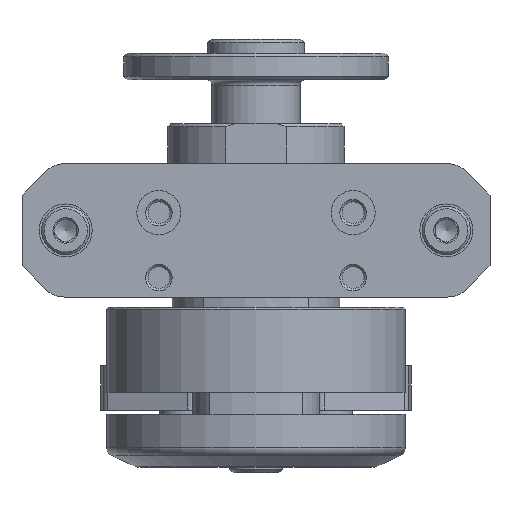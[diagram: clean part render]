
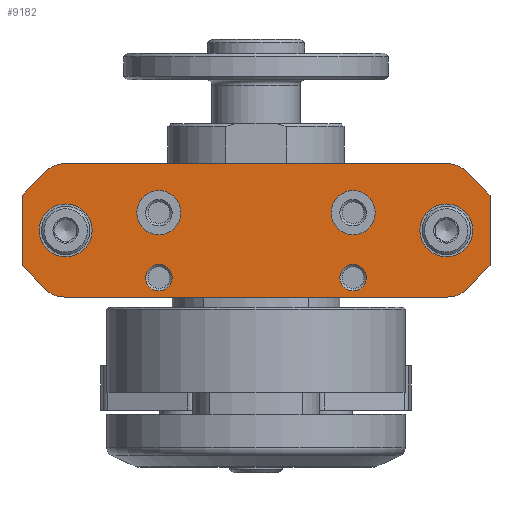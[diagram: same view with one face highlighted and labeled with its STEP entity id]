
A CAD part, front view. The second image highlights one B-rep face of the part: STEP entity #9182.
In plain terms, the highlighted planar face has unit normal (0, -1, 0).
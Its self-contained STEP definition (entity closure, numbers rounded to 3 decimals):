
#255=PLANE('',#9784);
#607=LINE('',#13769,#1186);
#609=LINE('',#13773,#1188);
#613=LINE('',#13784,#1192);
#616=LINE('',#13796,#1195);
#618=LINE('',#13800,#1197);
#620=LINE('',#13804,#1199);
#625=LINE('',#13814,#1204);
#628=LINE('',#13826,#1207);
#1186=VECTOR('',#11077,1000.);
#1188=VECTOR('',#11081,1000.);
#1192=VECTOR('',#11093,1000.);
#1195=VECTOR('',#11106,1000.);
#1197=VECTOR('',#11110,1000.);
#1199=VECTOR('',#11114,1000.);
#1204=VECTOR('',#11125,1000.);
#1207=VECTOR('',#11138,1000.);
#2115=ORIENTED_EDGE('',*,*,#4137,.F.);
#2116=ORIENTED_EDGE('',*,*,#4138,.F.);
#2117=ORIENTED_EDGE('',*,*,#4139,.F.);
#2118=ORIENTED_EDGE('',*,*,#4140,.F.);
#2119=ORIENTED_EDGE('',*,*,#4141,.F.);
#2120=ORIENTED_EDGE('',*,*,#4142,.F.);
#2121=ORIENTED_EDGE('',*,*,#4106,.F.);
#2122=ORIENTED_EDGE('',*,*,#4136,.F.);
#2123=ORIENTED_EDGE('',*,*,#4134,.F.);
#2124=ORIENTED_EDGE('',*,*,#4130,.F.);
#2125=ORIENTED_EDGE('',*,*,#4126,.F.);
#2126=ORIENTED_EDGE('',*,*,#4124,.F.);
#2127=ORIENTED_EDGE('',*,*,#4122,.F.);
#2128=ORIENTED_EDGE('',*,*,#4120,.F.);
#2129=ORIENTED_EDGE('',*,*,#4118,.F.);
#2130=ORIENTED_EDGE('',*,*,#4114,.F.);
#2131=ORIENTED_EDGE('',*,*,#4110,.F.);
#2132=ORIENTED_EDGE('',*,*,#4108,.F.);
#4106=EDGE_CURVE('',#5138,#5139,#607,.T.);
#4108=EDGE_CURVE('',#5139,#5140,#609,.T.);
#4110=EDGE_CURVE('',#5140,#5141,#5790,.T.);
#4114=EDGE_CURVE('',#5141,#5143,#613,.T.);
#4118=EDGE_CURVE('',#5143,#5146,#5794,.T.);
#4120=EDGE_CURVE('',#5146,#5147,#616,.T.);
#4122=EDGE_CURVE('',#5147,#5148,#618,.T.);
#4124=EDGE_CURVE('',#5148,#5149,#620,.T.);
#4126=EDGE_CURVE('',#5149,#5150,#5795,.T.);
#4130=EDGE_CURVE('',#5150,#5151,#625,.T.);
#4134=EDGE_CURVE('',#5151,#5154,#5798,.T.);
#4136=EDGE_CURVE('',#5154,#5138,#628,.T.);
#4137=EDGE_CURVE('',#5155,#5155,#5799,.T.);
#4138=EDGE_CURVE('',#5156,#5156,#5800,.T.);
#4139=EDGE_CURVE('',#5157,#5157,#5801,.T.);
#4140=EDGE_CURVE('',#5158,#5158,#5802,.T.);
#4141=EDGE_CURVE('',#5159,#5159,#5803,.T.);
#4142=EDGE_CURVE('',#5160,#5160,#5804,.T.);
#5138=VERTEX_POINT('',#13768);
#5139=VERTEX_POINT('',#13770);
#5140=VERTEX_POINT('',#13774);
#5141=VERTEX_POINT('',#13778);
#5143=VERTEX_POINT('',#13785);
#5146=VERTEX_POINT('',#13793);
#5147=VERTEX_POINT('',#13797);
#5148=VERTEX_POINT('',#13801);
#5149=VERTEX_POINT('',#13805);
#5150=VERTEX_POINT('',#13809);
#5151=VERTEX_POINT('',#13815);
#5154=VERTEX_POINT('',#13823);
#5155=VERTEX_POINT('',#13829);
#5156=VERTEX_POINT('',#13831);
#5157=VERTEX_POINT('',#13833);
#5158=VERTEX_POINT('',#13835);
#5159=VERTEX_POINT('',#13837);
#5160=VERTEX_POINT('',#13839);
#5790=CIRCLE('',#9766,3.);
#5794=CIRCLE('',#9772,3.);
#5795=CIRCLE('',#9777,3.);
#5798=CIRCLE('',#9782,3.);
#5799=CIRCLE('',#9785,3.);
#5800=CIRCLE('',#9786,3.);
#5801=CIRCLE('',#9787,1.5);
#5802=CIRCLE('',#9788,1.5);
#5803=CIRCLE('',#9789,2.5);
#5804=CIRCLE('',#9790,2.5);
#6280=EDGE_LOOP('',(#2115));
#6281=EDGE_LOOP('',(#2116));
#6282=EDGE_LOOP('',(#2117));
#6283=EDGE_LOOP('',(#2118));
#6284=EDGE_LOOP('',(#2119));
#6285=EDGE_LOOP('',(#2120));
#6286=EDGE_LOOP('',(#2121,#2122,#2123,#2124,#2125,#2126,#2127,#2128,#2129,
#2130,#2131,#2132));
#6948=FACE_BOUND('',#6280,.T.);
#6949=FACE_BOUND('',#6281,.T.);
#6950=FACE_BOUND('',#6282,.T.);
#6951=FACE_BOUND('',#6283,.T.);
#6952=FACE_BOUND('',#6284,.T.);
#6953=FACE_BOUND('',#6285,.T.);
#6954=FACE_BOUND('',#6286,.T.);
#9182=ADVANCED_FACE('',(#6948,#6949,#6950,#6951,#6952,#6953,#6954),#255,
 .F.);
#9766=AXIS2_PLACEMENT_3D('',#13777,#11085,#11086);
#9772=AXIS2_PLACEMENT_3D('',#13792,#11101,#11102);
#9777=AXIS2_PLACEMENT_3D('',#13808,#11118,#11119);
#9782=AXIS2_PLACEMENT_3D('',#13822,#11133,#11134);
#9784=AXIS2_PLACEMENT_3D('',#13827,#11139,#11140);
#9785=AXIS2_PLACEMENT_3D('',#13828,#11141,#11142);
#9786=AXIS2_PLACEMENT_3D('',#13830,#11143,#11144);
#9787=AXIS2_PLACEMENT_3D('',#13832,#11145,#11146);
#9788=AXIS2_PLACEMENT_3D('',#13834,#11147,#11148);
#9789=AXIS2_PLACEMENT_3D('',#13836,#11149,#11150);
#9790=AXIS2_PLACEMENT_3D('',#13838,#11151,#11152);
#11077=DIRECTION('',(0.,0.,1.));
#11081=DIRECTION('',(0.707,0.,0.707));
#11085=DIRECTION('',(0.,1.,0.));
#11086=DIRECTION('',(1.,0.,0.));
#11093=DIRECTION('',(1.,0.,0.));
#11101=DIRECTION('',(0.,1.,0.));
#11102=DIRECTION('',(1.,0.,0.));
#11106=DIRECTION('',(0.707,0.,-0.707));
#11110=DIRECTION('',(0.,0.,-1.));
#11114=DIRECTION('',(-0.707,0.,-0.707));
#11118=DIRECTION('',(0.,1.,0.));
#11119=DIRECTION('',(1.,0.,0.));
#11125=DIRECTION('',(-1.,0.,0.));
#11133=DIRECTION('',(0.,1.,0.));
#11134=DIRECTION('',(1.,0.,0.));
#11138=DIRECTION('',(-0.707,0.,0.707));
#11139=DIRECTION('',(0.,1.,0.));
#11140=DIRECTION('',(0.,0.,1.));
#11141=DIRECTION('',(0.,-1.,0.));
#11142=DIRECTION('',(0.,0.,-1.));
#11143=DIRECTION('',(0.,-1.,0.));
#11144=DIRECTION('',(0.,0.,-1.));
#11145=DIRECTION('',(0.,-1.,0.));
#11146=DIRECTION('',(0.,0.,-1.));
#11147=DIRECTION('',(0.,-1.,0.));
#11148=DIRECTION('',(0.,0.,-1.));
#11149=DIRECTION('',(0.,-1.,0.));
#11150=DIRECTION('',(0.,0.,-1.));
#11151=DIRECTION('',(0.,-1.,0.));
#11152=DIRECTION('',(0.,0.,-1.));
#13768=CARTESIAN_POINT('',(-26.5,-19.4,-16.05));
#13769=CARTESIAN_POINT('',(-26.5,-19.4,-16.05));
#13770=CARTESIAN_POINT('',(-26.5,-19.4,-8.05));
#13773=CARTESIAN_POINT('',(-26.5,-19.4,-8.05));
#13774=CARTESIAN_POINT('',(-23.829,-19.4,-5.379));
#13777=CARTESIAN_POINT('',(-21.707,-19.4,-7.5));
#13778=CARTESIAN_POINT('',(-21.707,-19.4,-4.5));
#13784=CARTESIAN_POINT('',(-21.707,-19.4,-4.5));
#13785=CARTESIAN_POINT('',(21.707,-19.4,-4.5));
#13792=CARTESIAN_POINT('',(21.707,-19.4,-7.5));
#13793=CARTESIAN_POINT('',(23.829,-19.4,-5.379));
#13796=CARTESIAN_POINT('',(23.829,-19.4,-5.379));
#13797=CARTESIAN_POINT('',(26.5,-19.4,-8.05));
#13800=CARTESIAN_POINT('',(26.5,-19.4,-8.05));
#13801=CARTESIAN_POINT('',(26.5,-19.4,-16.05));
#13804=CARTESIAN_POINT('',(26.5,-19.4,-16.05));
#13805=CARTESIAN_POINT('',(23.829,-19.4,-18.721));
#13808=CARTESIAN_POINT('',(21.707,-19.4,-16.6));
#13809=CARTESIAN_POINT('',(21.707,-19.4,-19.6));
#13814=CARTESIAN_POINT('',(21.707,-19.4,-19.6));
#13815=CARTESIAN_POINT('',(-21.707,-19.4,-19.6));
#13822=CARTESIAN_POINT('',(-21.707,-19.4,-16.6));
#13823=CARTESIAN_POINT('',(-23.829,-19.4,-18.721));
#13826=CARTESIAN_POINT('',(-23.829,-19.4,-18.721));
#13827=CARTESIAN_POINT('',(-21.707,-19.4,-7.5));
#13828=CARTESIAN_POINT('',(21.55,-19.4,-12.05));
#13829=CARTESIAN_POINT('',(21.55,-19.4,-15.05));
#13830=CARTESIAN_POINT('',(-21.55,-19.4,-12.05));
#13831=CARTESIAN_POINT('',(-21.55,-19.4,-15.05));
#13832=CARTESIAN_POINT('',(11.,-19.4,-17.4));
#13833=CARTESIAN_POINT('',(11.,-19.4,-18.9));
#13834=CARTESIAN_POINT('',(-11.,-19.4,-17.4));
#13835=CARTESIAN_POINT('',(-11.,-19.4,-18.9));
#13836=CARTESIAN_POINT('',(11.,-19.4,-10.05));
#13837=CARTESIAN_POINT('',(11.,-19.4,-12.55));
#13838=CARTESIAN_POINT('',(-11.,-19.4,-10.05));
#13839=CARTESIAN_POINT('',(-11.,-19.4,-12.55));
